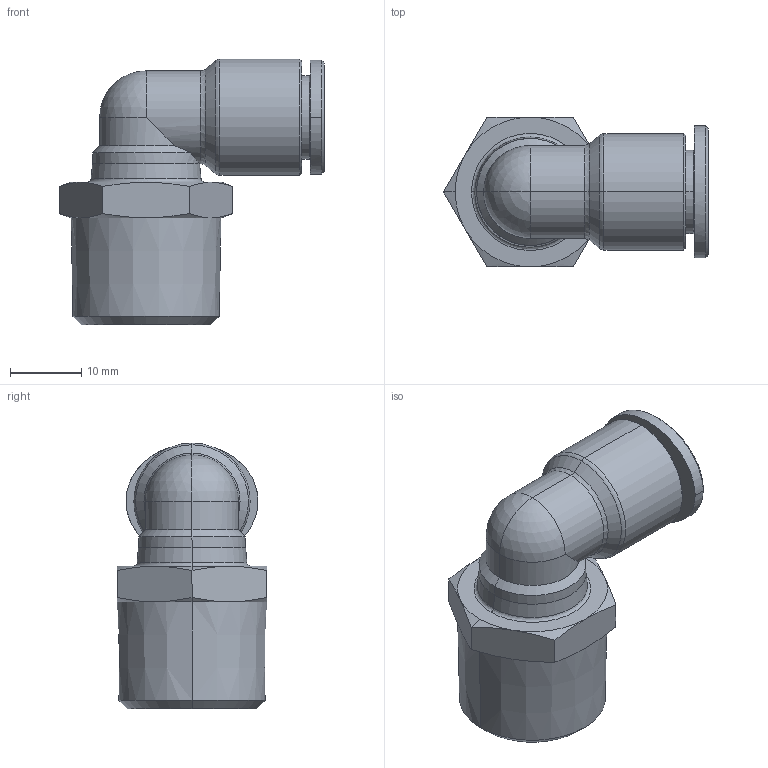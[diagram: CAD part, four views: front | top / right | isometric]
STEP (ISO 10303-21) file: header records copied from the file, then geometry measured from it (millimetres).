
FILE_DESCRIPTION((''),'2;1');
FILE_NAME('GPL 1004(3D).stp','2012-12-20T19:06:49',(''),(''),'Mechanical Desktop.R8.0.24.0','Mechanical Desktop.R8.0.24.0',', , ');
FILE_SCHEMA(('CONFIG_CONTROL_DESIGN'));
Length unit declared in the file: millimetre
Products named in the file (2): GPL 1004(3D); ºÎÇ°1
Assembly tree (1 placements, depth 2):
  GPL 1004(3D)
    ºÎÇ°1
Bounding box: 37.12 x 21 x 37.25 mm (x, y, z)
Volume: 8934.6 mm3; surface area: 5047.9 mm2
Topology: 1 solids, 1 shells, 455 faces, 1269 edges, 828 vertices
Faces by surface type: plane 388, cone 36, cylinder 15, bspline 12, sphere 2, torus 2
Entity records: 14901 total; most frequent: CARTESIAN_POINT 3225, ORIENTED_EDGE 2530, DIRECTION 2190, EDGE_CURVE 1265, VECTOR 1144, LINE 1144, VERTEX_POINT 828, AXIS2_PLACEMENT_3D 523
